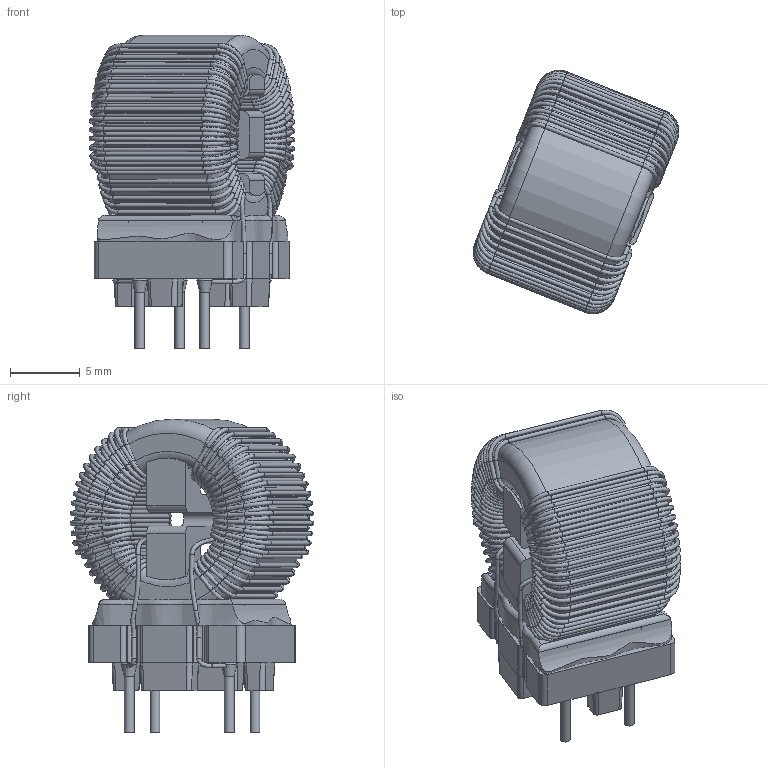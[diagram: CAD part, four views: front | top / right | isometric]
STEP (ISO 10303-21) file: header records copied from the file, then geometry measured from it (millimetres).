
FILE_DESCRIPTION(/* description */ ('Unknown'),/* implementation_level */ '2;1');
FILE_NAME(/* name */ 'L_Wurth_WE-CMB-S',/* time_stamp */ '2024-10-11T15:06:48+08:00',/* author */ ('Unknown'),/* organization */ ('Unknown'),/* preprocessor_version */ 'ST-DEVELOPER v16.7',/* originating_system */ 'Solid Edge',/* authorisation */ 'Unknown');
FILE_SCHEMA (('AUTOMOTIVE_DESIGN {1 0 10303 214 3 1 1}'));
Length unit declared in the file: millimetre
Products named in the file (2): L_Wurth_WE-CMB-S
Assembly tree (1 placements, depth 2):
  L_Wurth_WE-CMB-S
    L_Wurth_WE-CMB-S
Bounding box: 14.74 x 17.42 x 22.45 mm (x, y, z)
Volume: 1906.4 mm3; surface area: 3889 mm2
Topology: 10 solids, 10 shells, 814 faces, 1815 edges, 1018 vertices
Faces by surface type: cylinder 368, bspline 178, torus 165, plane 95, cone 8
Full cylindrical faces by diameter (mm): 0.3 x296, 0.7 x4, 7.7 x1, 14.3 x1
Entity records: 42281 total; most frequent: CARTESIAN_POINT 23207, DIRECTION 2748, ORIENTED_EDGE 2180, EDGE_LOOP 1462, FACE_BOUND 1462, AXIS2_PLACEMENT_3D 1252, EDGE_CURVE 1090, VERTEX_POINT 932
